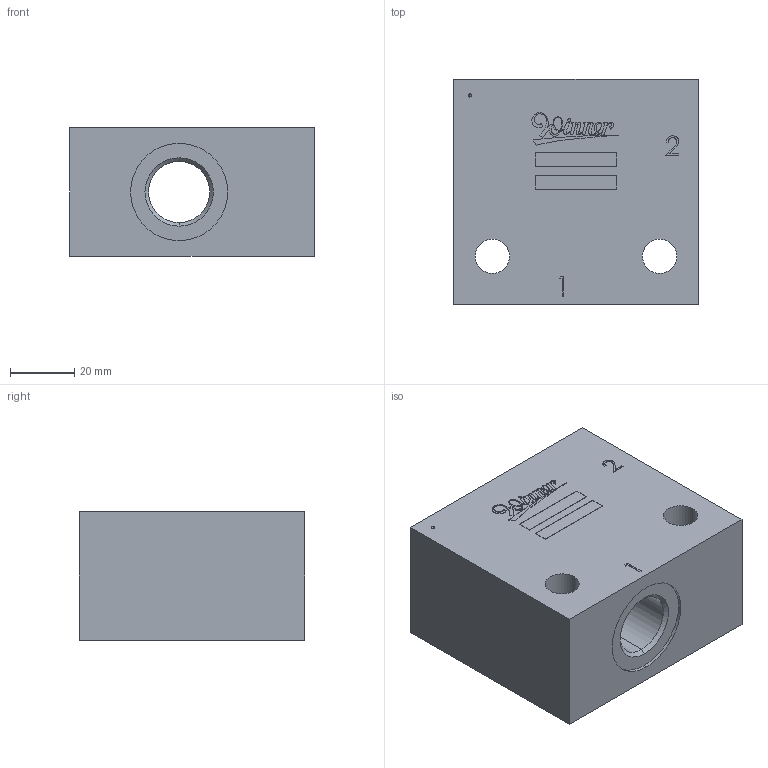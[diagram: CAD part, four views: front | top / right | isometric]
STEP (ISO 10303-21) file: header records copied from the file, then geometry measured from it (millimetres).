
FILE_DESCRIPTION (( 'STEP AP203' ), '1' );
FILE_NAME ('ML-30MA2-G04-Z01.STEP', '2026-02-25T05:34:56', ( '' ), ( '' ), 'SwSTEP 2.0', 'SolidWorks 2018', '' );
FILE_SCHEMA (( 'CONFIG_CONTROL_DESIGN' ));
Length unit declared in the file: millimetre
Products named in the file (1): ML-30MA2-G04-Z01
Bounding box: 76 x 70 x 40 mm (x, y, z)
Volume: 161973.3 mm3; surface area: 30473.1 mm2
Topology: 1 solids, 1 shells, 273 faces, 752 edges, 491 vertices
Faces by surface type: cylinder 169, plane 78, cone 18, bspline 6, torus 2
Entity records: 9338 total; most frequent: CARTESIAN_POINT 2013, DIRECTION 1619, ORIENTED_EDGE 1500, EDGE_CURVE 750, AXIS2_PLACEMENT_3D 617, VERTEX_POINT 491, VECTOR 385, LINE 385
